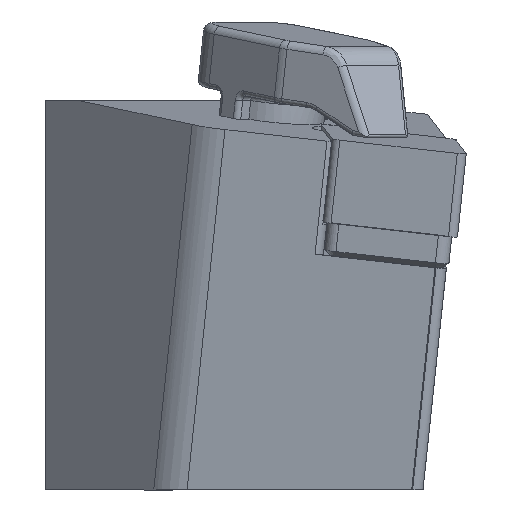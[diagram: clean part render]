
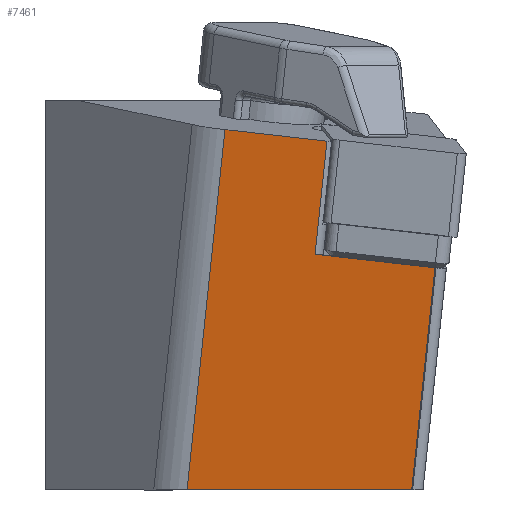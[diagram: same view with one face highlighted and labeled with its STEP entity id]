
A CAD part, left-side view. The second image highlights one B-rep face of the part: STEP entity #7461.
In plain terms, the highlighted planar face has unit normal (-0.992, 0.087, -0.096).
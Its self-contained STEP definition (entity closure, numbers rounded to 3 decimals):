
#340 = CARTESIAN_POINT ( 'NONE',  ( -162.907, -24.407, 246.93 ) ) ;
#402 = DIRECTION ( 'NONE',  ( -0.076, -0.991, -0.112 ) ) ;
#548 = ORIENTED_EDGE ( 'NONE', *, *, #3885, .F. ) ;
#635 = EDGE_CURVE ( 'NONE', #1208, #7207, #6929, .T. ) ;
#759 = DIRECTION ( 'NONE',  ( -0.096, 0., 0.995 ) ) ;
#765 = CARTESIAN_POINT ( 'NONE',  ( -132.986, 24.851, -18.5 ) ) ;
#1014 = DIRECTION ( 'NONE',  ( 0.105, 0.104, -0.989 ) ) ;
#1208 = VERTEX_POINT ( 'NONE', #6013 ) ;
#1239 = LINE ( 'NONE', #3059, #6550 ) ;
#1244 = VECTOR ( 'NONE', #6776, 1000. ) ;
#1522 = CARTESIAN_POINT ( 'NONE',  ( -137.088, 1.27, 2.625 ) ) ;
#1928 = LINE ( 'NONE', #4792, #2035 ) ;
#2035 = VECTOR ( 'NONE', #7400, 1000. ) ;
#2832 = CARTESIAN_POINT ( 'NONE',  ( -137.351, 11.553, 14.678 ) ) ;
#2919 = FACE_OUTER_BOUND ( 'NONE', #3518, .T. ) ;
#3059 = CARTESIAN_POINT ( 'NONE',  ( -137.908, 10.999, 19.949 ) ) ;
#3164 = VECTOR ( 'NONE', #1014, 1000. ) ;
#3372 = PLANE ( 'NONE',  #7082 ) ;
#3391 = ORIENTED_EDGE ( 'NONE', *, *, #5103, .T. ) ;
#3447 = VECTOR ( 'NONE', #6157, 1000. ) ;
#3518 = EDGE_LOOP ( 'NONE', ( #6302, #5685, #7897, #548, #6696, #3391 ) ) ;
#3710 = DIRECTION ( 'NONE',  ( 0.105, 0.104, -0.989 ) ) ;
#3873 = CARTESIAN_POINT ( 'NONE',  ( -161.29, -3.298, 249.319 ) ) ;
#3885 = EDGE_CURVE ( 'NONE', #8409, #5495, #1928, .T. ) ;
#4716 = CARTESIAN_POINT ( 'NONE',  ( -137.088, 1.27, 2.625 ) ) ;
#4719 = LINE ( 'NONE', #340, #3164 ) ;
#4781 = EDGE_CURVE ( 'NONE', #1208, #5495, #7174, .T. ) ;
#4792 = CARTESIAN_POINT ( 'NONE',  ( -131.864, 37.673, -18.5 ) ) ;
#4827 = CARTESIAN_POINT ( 'NONE',  ( -162.907, -24.407, 246.93 ) ) ;
#4958 = EDGE_CURVE ( 'NONE', #7207, #7723, #1239, .T. ) ;
#5103 = EDGE_CURVE ( 'NONE', #7141, #7723, #6963, .T. ) ;
#5406 = CARTESIAN_POINT ( 'NONE',  ( -134.855, 3.49, -18.5 ) ) ;
#5490 = DIRECTION ( 'NONE',  ( -0.992, 0.087, -0.096 ) ) ;
#5495 = VERTEX_POINT ( 'NONE', #765 ) ;
#5685 = ORIENTED_EDGE ( 'NONE', *, *, #635, .F. ) ;
#5892 = VECTOR ( 'NONE', #402, 1000. ) ;
#6013 = CARTESIAN_POINT ( 'NONE',  ( -136.608, 21.248, 15.776 ) ) ;
#6157 = DIRECTION ( 'NONE',  ( 0.076, 0.991, 0.112 ) ) ;
#6302 = ORIENTED_EDGE ( 'NONE', *, *, #4958, .F. ) ;
#6362 = CARTESIAN_POINT ( 'NONE',  ( -135.36, 37.552, 17.621 ) ) ;
#6550 = VECTOR ( 'NONE', #3710, 1000. ) ;
#6696 = ORIENTED_EDGE ( 'NONE', *, *, #8265, .F. ) ;
#6776 = DIRECTION ( 'NONE',  ( 0.105, 0.104, -0.989 ) ) ;
#6929 = LINE ( 'NONE', #6362, #5892 ) ;
#6963 = LINE ( 'NONE', #1522, #3447 ) ;
#7082 = AXIS2_PLACEMENT_3D ( 'NONE', #4827, #5490, #759 ) ;
#7141 = VERTEX_POINT ( 'NONE', #4716 ) ;
#7174 = LINE ( 'NONE', #3873, #1244 ) ;
#7207 = VERTEX_POINT ( 'NONE', #2832 ) ;
#7400 = DIRECTION ( 'NONE',  ( 0.087, 0.996, 0. ) ) ;
#7461 = ADVANCED_FACE ( 'NONE', ( #2919 ), #3372, .T. ) ;
#7723 = VERTEX_POINT ( 'NONE', #8518 ) ;
#7897 = ORIENTED_EDGE ( 'NONE', *, *, #4781, .T. ) ;
#8265 = EDGE_CURVE ( 'NONE', #7141, #8409, #4719, .T. ) ;
#8409 = VERTEX_POINT ( 'NONE', #5406 ) ;
#8518 = CARTESIAN_POINT ( 'NONE',  ( -136.214, 12.684, 3.917 ) ) ;
